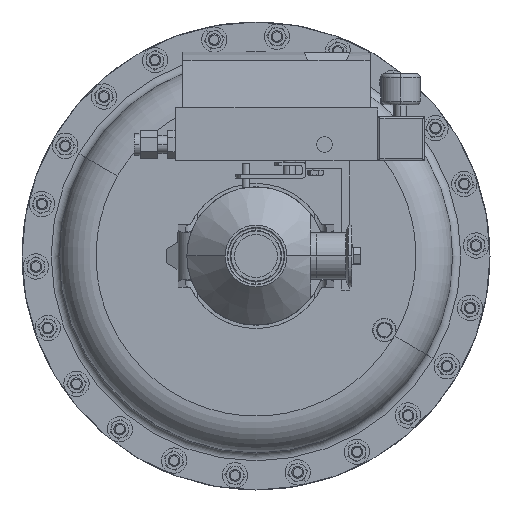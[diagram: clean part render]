
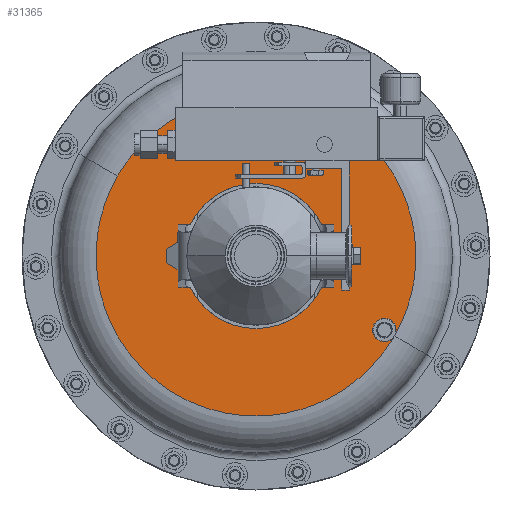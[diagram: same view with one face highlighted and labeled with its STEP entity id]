
A CAD part, front view. The second image highlights one B-rep face of the part: STEP entity #31365.
In plain terms, the highlighted planar face has unit normal (0, -1, 0).
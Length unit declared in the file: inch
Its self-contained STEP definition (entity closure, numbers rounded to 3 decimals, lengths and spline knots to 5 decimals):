
#11 = VERTEX_POINT ( 'NONE', #35914 ) ;
#26 = AXIS2_PLACEMENT_3D ( 'NONE', #33616, #37229, #23421 ) ;
#278 = DIRECTION ( 'NONE',  ( 0., 1., 0. ) ) ;
#577 = FACE_OUTER_BOUND ( 'NONE', #26047, .T. ) ;
#898 = CARTESIAN_POINT ( 'NONE',  ( -4.43838, 9.66, 2.5625 ) ) ;
#3904 = AXIS2_PLACEMENT_3D ( 'NONE', #17533, #278, #7248 ) ;
#3981 = ORIENTED_EDGE ( 'NONE', *, *, #39817, .T. ) ;
#4000 = CIRCLE ( 'NONE', #31955, 0.375 ) ;
#4541 = CARTESIAN_POINT ( 'NONE',  ( 0., 9.66, 0. ) ) ;
#5419 = ORIENTED_EDGE ( 'NONE', *, *, #28732, .F. ) ;
#6283 = DIRECTION ( 'NONE',  ( 0.055, 0., -0.998 ) ) ;
#6904 = VERTEX_POINT ( 'NONE', #898 ) ;
#7248 = DIRECTION ( 'NONE',  ( 0.055, 0., -0.998 ) ) ;
#9554 = ORIENTED_EDGE ( 'NONE', *, *, #25555, .T. ) ;
#9664 = CARTESIAN_POINT ( 'NONE',  ( -2.5625, 9.66, -4.43838 ) ) ;
#9667 = DIRECTION ( 'NONE',  ( 0., -1., 0. ) ) ;
#9820 = DIRECTION ( 'NONE',  ( -0.866, 0., 0.5 ) ) ;
#11846 = EDGE_CURVE ( 'NONE', #12207, #11, #35013, .T. ) ;
#12207 = VERTEX_POINT ( 'NONE', #13311 ) ;
#12890 = DIRECTION ( 'NONE',  ( 0.866, 0., -0.5 ) ) ;
#13311 = CARTESIAN_POINT ( 'NONE',  ( 0., 9.66, -2.325 ) ) ;
#13721 = AXIS2_PLACEMENT_3D ( 'NONE', #9664, #23660, #9820 ) ;
#15746 = FACE_BOUND ( 'NONE', #32810, .T. ) ;
#17533 = CARTESIAN_POINT ( 'NONE',  ( 4.11362, 9.66, -2.375 ) ) ;
#18072 = EDGE_CURVE ( 'NONE', #38813, #26083, #4000, .T. ) ;
#18245 = DIRECTION ( 'NONE',  ( 0.055, 0., -0.998 ) ) ;
#18700 = DIRECTION ( 'NONE',  ( 0., 1., 0. ) ) ;
#19742 = DIRECTION ( 'NONE',  ( 0., 1., 0. ) ) ;
#20842 = EDGE_CURVE ( 'NONE', #6904, #26083, #38504, .T. ) ;
#20980 = AXIS2_PLACEMENT_3D ( 'NONE', #30502, #9667, #34004 ) ;
#21553 = ORIENTED_EDGE ( 'NONE', *, *, #38617, .F. ) ;
#23421 = DIRECTION ( 'NONE',  ( 0.866, 0., -0.5 ) ) ;
#23660 = DIRECTION ( 'NONE',  ( 0., -1., 0. ) ) ;
#24128 = CARTESIAN_POINT ( 'NONE',  ( 4.09296, 9.66, -2.00057 ) ) ;
#24536 = AXIS2_PLACEMENT_3D ( 'NONE', #26585, #19742, #12890 ) ;
#25120 = ORIENTED_EDGE ( 'NONE', *, *, #18072, .T. ) ;
#25555 = EDGE_CURVE ( 'NONE', #26920, #38813, #42116, .T. ) ;
#26047 = EDGE_LOOP ( 'NONE', ( #21553, #3981, #9554, #25120, #40484 ) ) ;
#26083 = VERTEX_POINT ( 'NONE', #44449 ) ;
#26585 = CARTESIAN_POINT ( 'NONE',  ( 0., 9.66, 0. ) ) ;
#26920 = VERTEX_POINT ( 'NONE', #37205 ) ;
#28732 = EDGE_CURVE ( 'NONE', #11, #12207, #36602, .T. ) ;
#30502 = CARTESIAN_POINT ( 'NONE',  ( 0., 9.66, 0. ) ) ;
#30736 = CARTESIAN_POINT ( 'NONE',  ( 4.11362, 9.66, -2.375 ) ) ;
#31365 = ADVANCED_FACE ( 'NONE', ( #15746, #577 ), #36422, .T. ) ;
#31955 = AXIS2_PLACEMENT_3D ( 'NONE', #39484, #18700, #18245 ) ;
#32810 = EDGE_LOOP ( 'NONE', ( #41777, #5419 ) ) ;
#33616 = CARTESIAN_POINT ( 'NONE',  ( 0., 9.66, 0. ) ) ;
#34004 = DIRECTION ( 'NONE',  ( 0., 0., -1. ) ) ;
#35013 = CIRCLE ( 'NONE', #43073, 2.325 ) ;
#35377 = DIRECTION ( 'NONE',  ( 0., 0., -1. ) ) ;
#35823 = DIRECTION ( 'NONE',  ( 0., -1., 0. ) ) ;
#35914 = CARTESIAN_POINT ( 'NONE',  ( 0., 9.66, 2.325 ) ) ;
#36422 = PLANE ( 'NONE',  #13721 ) ;
#36488 = CIRCLE ( 'NONE', #3904, 0.375 ) ;
#36602 = CIRCLE ( 'NONE', #20980, 2.325 ) ;
#36862 = AXIS2_PLACEMENT_3D ( 'NONE', #30736, #44187, #6283 ) ;
#37205 = CARTESIAN_POINT ( 'NONE',  ( 4.13428, 9.66, -2.74943 ) ) ;
#37229 = DIRECTION ( 'NONE',  ( 0., 1., 0. ) ) ;
#38504 = CIRCLE ( 'NONE', #26, 5.125 ) ;
#38617 = EDGE_CURVE ( 'NONE', #26083, #6904, #39801, .T. ) ;
#38813 = VERTEX_POINT ( 'NONE', #24128 ) ;
#39484 = CARTESIAN_POINT ( 'NONE',  ( 4.11362, 9.66, -2.375 ) ) ;
#39801 = CIRCLE ( 'NONE', #24536, 5.125 ) ;
#39817 = EDGE_CURVE ( 'NONE', #26083, #26920, #36488, .T. ) ;
#40484 = ORIENTED_EDGE ( 'NONE', *, *, #20842, .F. ) ;
#41777 = ORIENTED_EDGE ( 'NONE', *, *, #11846, .F. ) ;
#42116 = CIRCLE ( 'NONE', #36862, 0.375 ) ;
#43073 = AXIS2_PLACEMENT_3D ( 'NONE', #4541, #35823, #35377 ) ;
#44187 = DIRECTION ( 'NONE',  ( 0., 1., 0. ) ) ;
#44449 = CARTESIAN_POINT ( 'NONE',  ( 4.43838, 9.66, -2.5625 ) ) ;
